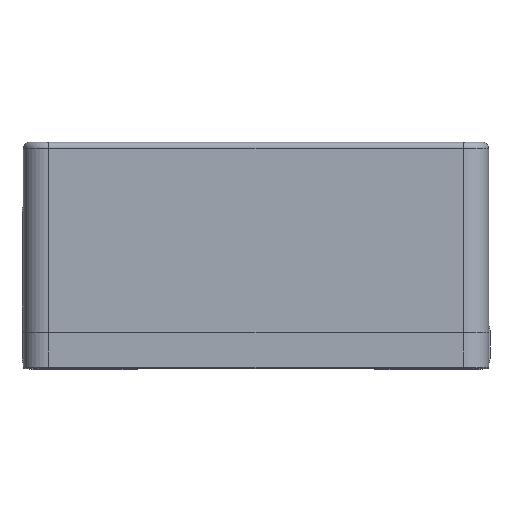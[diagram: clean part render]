
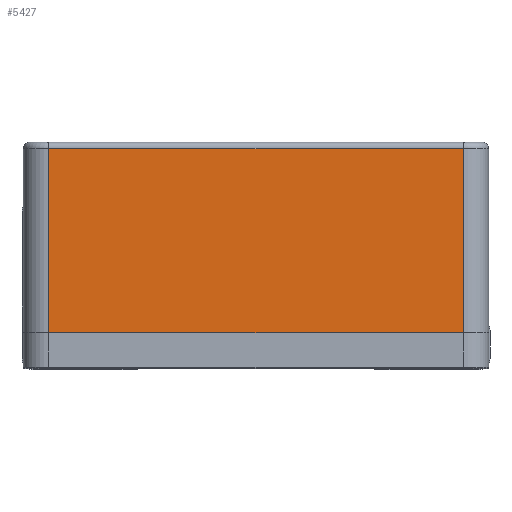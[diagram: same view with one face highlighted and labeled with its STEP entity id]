
A CAD part, left-side view. The second image highlights one B-rep face of the part: STEP entity #5427.
In plain terms, the highlighted planar face has unit normal (-1, 0, 0).
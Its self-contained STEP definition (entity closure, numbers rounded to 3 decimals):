
#541=ORIENTED_EDGE('',*,*,#1765,.T.);
#542=ORIENTED_EDGE('',*,*,#1766,.T.);
#543=ORIENTED_EDGE('',*,*,#1767,.T.);
#544=ORIENTED_EDGE('',*,*,#1760,.T.);
#1760=EDGE_CURVE('',#2372,#2371,#2686,.T.);
#1765=EDGE_CURVE('',#2371,#2376,#2690,.F.);
#1766=EDGE_CURVE('',#2376,#2377,#2691,.F.);
#1767=EDGE_CURVE('',#2377,#2372,#2692,.T.);
#2371=VERTEX_POINT('',#7508);
#2372=VERTEX_POINT('',#7510);
#2376=VERTEX_POINT('',#7520);
#2377=VERTEX_POINT('',#7522);
#2686=LINE('',#7509,#3011);
#2690=LINE('',#7519,#3015);
#2691=LINE('',#7521,#3016);
#2692=LINE('',#7523,#3017);
#3011=VECTOR('',#6051,1000.);
#3015=VECTOR('',#6059,1000.);
#3016=VECTOR('',#6060,1000.);
#3017=VECTOR('',#6061,1000.);
#3312=EDGE_LOOP('',(#541,#542,#543,#544));
#3577=FACE_BOUND('',#3312,.T.);
#3826=PLANE('',#5694);
#5427=ADVANCED_FACE('',(#3577),#3826,.F.);
#5694=AXIS2_PLACEMENT_3D('',#7518,#6057,#6058);
#6051=DIRECTION('',(0.,-1.,0.));
#6057=DIRECTION('',(1.,0.,0.));
#6058=DIRECTION('',(0.,0.,-1.));
#6059=DIRECTION('',(0.,0.,-1.));
#6060=DIRECTION('',(0.,-1.,0.));
#6061=DIRECTION('',(0.,0.,-1.));
#7508=CARTESIAN_POINT('',(-9.1,-8.1,0.));
#7509=CARTESIAN_POINT('',(-9.1,9.1,0.));
#7510=CARTESIAN_POINT('',(-9.1,8.1,0.));
#7518=CARTESIAN_POINT('',(-9.1,9.1,7.45));
#7519=CARTESIAN_POINT('',(-9.1,-8.1,7.45));
#7520=CARTESIAN_POINT('',(-9.1,-8.1,7.2));
#7521=CARTESIAN_POINT('',(-9.1,8.1,7.2));
#7522=CARTESIAN_POINT('',(-9.1,8.1,7.2));
#7523=CARTESIAN_POINT('',(-9.1,8.1,7.45));
